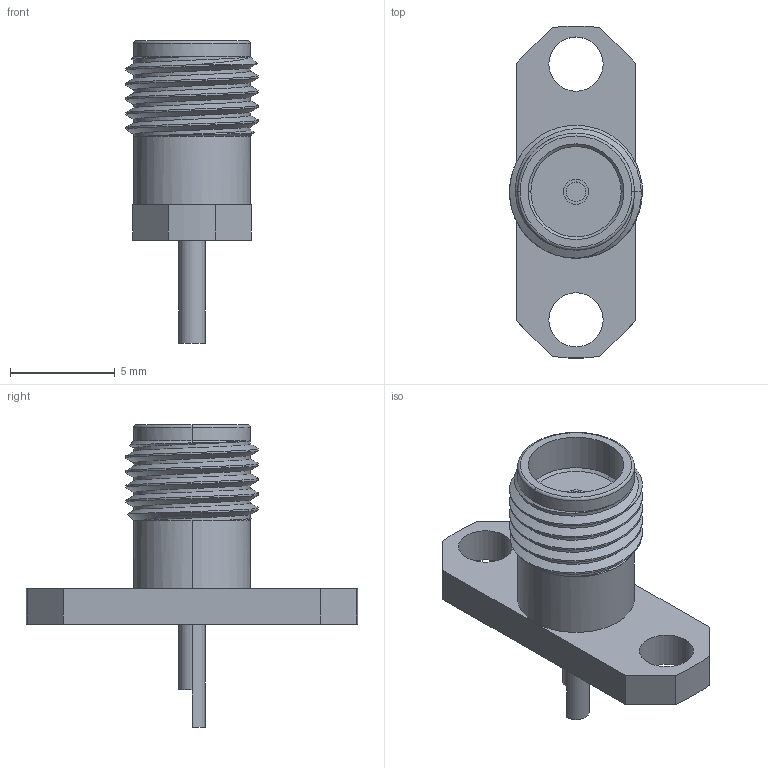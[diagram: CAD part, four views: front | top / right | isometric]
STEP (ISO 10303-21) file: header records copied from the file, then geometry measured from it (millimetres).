
FILE_DESCRIPTION (( 'STEP AP203' ), '1' );
FILE_NAME ('PE4004 ¦ SC7486.step', '2019-02-12T01:16:36', ( '' ), ( '' ), 'SwSTEP 2.0', 'SolidWorks 2017', '' );
FILE_SCHEMA (( 'CONFIG_CONTROL_DESIGN' ));
Length unit declared in the file: inch
Products named in the file (1): PE4004 ｦ SC7486
Bounding box: 6.35 x 15.86 x 14.45 mm (x, y, z)
Volume: 294.6 mm3; surface area: 490.5 mm2
Topology: 1 solids, 1 shells, 66 faces, 156 edges, 99 vertices
Faces by surface type: cylinder 32, plane 19, cone 10, bspline 3, torus 2
Entity records: 3045 total; most frequent: CARTESIAN_POINT 1496, ORIENTED_EDGE 312, DIRECTION 299, EDGE_CURVE 156, AXIS2_PLACEMENT_3D 117, VERTEX_POINT 99, EDGE_LOOP 77, ADVANCED_FACE 66
